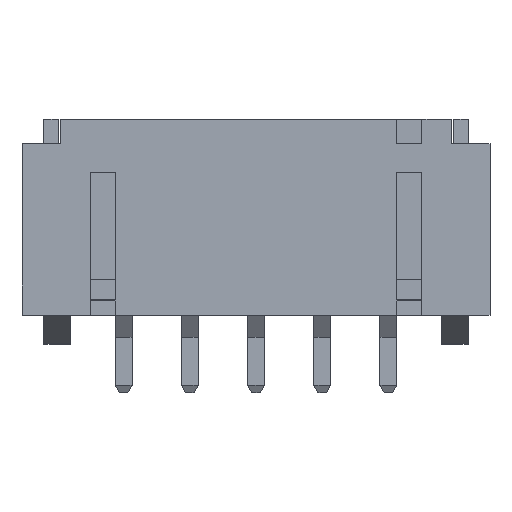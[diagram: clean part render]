
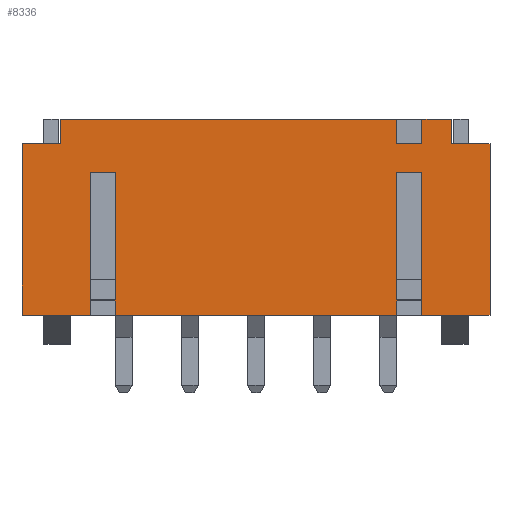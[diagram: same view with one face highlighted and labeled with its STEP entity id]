
A CAD part, top view. The second image highlights one B-rep face of the part: STEP entity #8336.
In plain terms, the highlighted planar face has unit normal (0, 0, 1).
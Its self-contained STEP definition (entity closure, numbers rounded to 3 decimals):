
#410=ORIENTED_EDGE('',*,*,#2151,.F.);
#411=ORIENTED_EDGE('',*,*,#2114,.F.);
#412=ORIENTED_EDGE('',*,*,#2152,.F.);
#413=ORIENTED_EDGE('',*,*,#2153,.T.);
#414=ORIENTED_EDGE('',*,*,#2154,.T.);
#415=ORIENTED_EDGE('',*,*,#2138,.T.);
#416=ORIENTED_EDGE('',*,*,#2155,.T.);
#417=ORIENTED_EDGE('',*,*,#2156,.T.);
#418=ORIENTED_EDGE('',*,*,#2157,.T.);
#419=ORIENTED_EDGE('',*,*,#2158,.T.);
#420=ORIENTED_EDGE('',*,*,#2159,.T.);
#421=ORIENTED_EDGE('',*,*,#2160,.T.);
#422=ORIENTED_EDGE('',*,*,#2161,.T.);
#423=ORIENTED_EDGE('',*,*,#2150,.T.);
#424=ORIENTED_EDGE('',*,*,#2162,.T.);
#425=ORIENTED_EDGE('',*,*,#2163,.F.);
#426=ORIENTED_EDGE('',*,*,#2164,.T.);
#427=ORIENTED_EDGE('',*,*,#2110,.F.);
#428=ORIENTED_EDGE('',*,*,#2165,.F.);
#429=ORIENTED_EDGE('',*,*,#2166,.F.);
#2110=EDGE_CURVE('',#2980,#2981,#3550,.T.);
#2114=EDGE_CURVE('',#2984,#2985,#3554,.T.);
#2138=EDGE_CURVE('',#3008,#3007,#3578,.T.);
#2150=EDGE_CURVE('',#3001,#3019,#3590,.T.);
#2151=EDGE_CURVE('',#2985,#3020,#3591,.T.);
#2152=EDGE_CURVE('',#3021,#2984,#3592,.T.);
#2153=EDGE_CURVE('',#3021,#3022,#3593,.T.);
#2154=EDGE_CURVE('',#3022,#3008,#3594,.T.);
#2155=EDGE_CURVE('',#3007,#3023,#3595,.T.);
#2156=EDGE_CURVE('',#3023,#3024,#3596,.T.);
#2157=EDGE_CURVE('',#3024,#3025,#3597,.T.);
#2158=EDGE_CURVE('',#3025,#3026,#3598,.T.);
#2159=EDGE_CURVE('',#3026,#3027,#3599,.T.);
#2160=EDGE_CURVE('',#3027,#3028,#3600,.T.);
#2161=EDGE_CURVE('',#3028,#3001,#3601,.T.);
#2162=EDGE_CURVE('',#3019,#3029,#3602,.T.);
#2163=EDGE_CURVE('',#3030,#3029,#3603,.T.);
#2164=EDGE_CURVE('',#3030,#2981,#3604,.T.);
#2165=EDGE_CURVE('',#3031,#2980,#3605,.T.);
#2166=EDGE_CURVE('',#3020,#3031,#3606,.T.);
#2980=VERTEX_POINT('',#10308);
#2981=VERTEX_POINT('',#10310);
#2984=VERTEX_POINT('',#10316);
#2985=VERTEX_POINT('',#10318);
#3001=VERTEX_POINT('',#10355);
#3007=VERTEX_POINT('',#10367);
#3008=VERTEX_POINT('',#10369);
#3019=VERTEX_POINT('',#10391);
#3020=VERTEX_POINT('',#10395);
#3021=VERTEX_POINT('',#10397);
#3022=VERTEX_POINT('',#10399);
#3023=VERTEX_POINT('',#10402);
#3024=VERTEX_POINT('',#10404);
#3025=VERTEX_POINT('',#10406);
#3026=VERTEX_POINT('',#10408);
#3027=VERTEX_POINT('',#10410);
#3028=VERTEX_POINT('',#10412);
#3029=VERTEX_POINT('',#10415);
#3030=VERTEX_POINT('',#10417);
#3031=VERTEX_POINT('',#10420);
#3550=LINE('',#10309,#4156);
#3554=LINE('',#10317,#4160);
#3578=LINE('',#10368,#4184);
#3590=LINE('',#10392,#4196);
#3591=LINE('',#10394,#4197);
#3592=LINE('',#10396,#4198);
#3593=LINE('',#10398,#4199);
#3594=LINE('',#10400,#4200);
#3595=LINE('',#10401,#4201);
#3596=LINE('',#10403,#4202);
#3597=LINE('',#10405,#4203);
#3598=LINE('',#10407,#4204);
#3599=LINE('',#10409,#4205);
#3600=LINE('',#10411,#4206);
#3601=LINE('',#10413,#4207);
#3602=LINE('',#10414,#4208);
#3603=LINE('',#10416,#4209);
#3604=LINE('',#10418,#4210);
#3605=LINE('',#10419,#4211);
#3606=LINE('',#10421,#4212);
#4156=VECTOR('',#9054,1000.);
#4160=VECTOR('',#9058,1000.);
#4184=VECTOR('',#9090,1000.);
#4196=VECTOR('',#9102,1000.);
#4197=VECTOR('',#9105,1000.);
#4198=VECTOR('',#9106,1000.);
#4199=VECTOR('',#9107,1000.);
#4200=VECTOR('',#9108,1000.);
#4201=VECTOR('',#9109,1000.);
#4202=VECTOR('',#9110,1000.);
#4203=VECTOR('',#9111,1000.);
#4204=VECTOR('',#9112,1000.);
#4205=VECTOR('',#9113,1000.);
#4206=VECTOR('',#9114,1000.);
#4207=VECTOR('',#9115,1000.);
#4208=VECTOR('',#9116,1000.);
#4209=VECTOR('',#9117,1000.);
#4210=VECTOR('',#9118,1000.);
#4211=VECTOR('',#9119,1000.);
#4212=VECTOR('',#9120,1000.);
#4752=EDGE_LOOP('',(#410,#411,#412,#413,#414,#415,#416,#417,#418,#419,#420,
#421,#422,#423,#424,#425,#426,#427,#428,#429));
#5136=FACE_BOUND('',#4752,.T.);
#5519=PLANE('',#8718);
#8336=ADVANCED_FACE('',(#5136),#5519,.T.);
#8718=AXIS2_PLACEMENT_3D('',#10393,#9103,#9104);
#9054=DIRECTION('',(1.,0.,0.));
#9058=DIRECTION('',(1.,0.,0.));
#9090=DIRECTION('',(1.,0.,0.));
#9102=DIRECTION('',(1.,0.,0.));
#9103=DIRECTION('',(0.,0.,1.));
#9104=DIRECTION('',(1.,0.,0.));
#9105=DIRECTION('',(0.,-1.,0.));
#9106=DIRECTION('',(0.,1.,0.));
#9107=DIRECTION('',(-1.,0.,0.));
#9108=DIRECTION('',(0.,-1.,0.));
#9109=DIRECTION('',(0.,1.,0.));
#9110=DIRECTION('',(1.,0.,0.));
#9111=DIRECTION('',(0.,-1.,0.));
#9112=DIRECTION('',(1.,0.,0.));
#9113=DIRECTION('',(0.,1.,0.));
#9114=DIRECTION('',(1.,0.,0.));
#9115=DIRECTION('',(0.,-1.,0.));
#9116=DIRECTION('',(0.,1.,0.));
#9117=DIRECTION('',(1.,0.,0.));
#9118=DIRECTION('',(0.,1.,0.));
#9119=DIRECTION('',(0.,1.,0.));
#9120=DIRECTION('',(1.,0.,0.));
#10308=CARTESIAN_POINT('',(5.016,8.255,5.385));
#10309=CARTESIAN_POINT('',(-5.905,8.255,5.385));
#10310=CARTESIAN_POINT('',(5.905,8.255,5.385));
#10316=CARTESIAN_POINT('',(-5.905,8.255,5.385));
#10317=CARTESIAN_POINT('',(-5.905,8.255,5.385));
#10318=CARTESIAN_POINT('',(4.254,8.255,5.385));
#10355=CARTESIAN_POINT('',(5.016,2.337,5.385));
#10367=CARTESIAN_POINT('',(-5.016,2.337,5.385));
#10368=CARTESIAN_POINT('',(-5.905,2.337,5.385));
#10369=CARTESIAN_POINT('',(-7.073,2.337,5.385));
#10391=CARTESIAN_POINT('',(7.073,2.337,5.385));
#10392=CARTESIAN_POINT('',(-5.905,2.337,5.385));
#10393=CARTESIAN_POINT('',(-5.905,2.337,5.385));
#10394=CARTESIAN_POINT('',(4.254,8.255,5.385));
#10395=CARTESIAN_POINT('',(4.254,7.521,5.385));
#10396=CARTESIAN_POINT('',(-5.905,2.337,5.385));
#10397=CARTESIAN_POINT('',(-5.905,7.521,5.385));
#10398=CARTESIAN_POINT('',(-5.6,7.521,5.385));
#10399=CARTESIAN_POINT('',(-7.073,7.521,5.385));
#10400=CARTESIAN_POINT('',(-7.073,7.521,5.385));
#10401=CARTESIAN_POINT('',(-5.016,2.337,5.385));
#10402=CARTESIAN_POINT('',(-5.016,6.655,5.385));
#10403=CARTESIAN_POINT('',(-5.016,6.655,5.385));
#10404=CARTESIAN_POINT('',(-4.254,6.655,5.385));
#10405=CARTESIAN_POINT('',(-4.254,6.655,5.385));
#10406=CARTESIAN_POINT('',(-4.254,2.337,5.385));
#10407=CARTESIAN_POINT('',(-5.905,2.337,5.385));
#10408=CARTESIAN_POINT('',(4.254,2.337,5.385));
#10409=CARTESIAN_POINT('',(4.254,2.337,5.385));
#10410=CARTESIAN_POINT('',(4.254,6.655,5.385));
#10411=CARTESIAN_POINT('',(4.254,6.655,5.385));
#10412=CARTESIAN_POINT('',(5.016,6.655,5.385));
#10413=CARTESIAN_POINT('',(5.016,6.655,5.385));
#10414=CARTESIAN_POINT('',(7.073,2.337,5.385));
#10415=CARTESIAN_POINT('',(7.073,7.521,5.385));
#10416=CARTESIAN_POINT('',(5.6,7.521,5.385));
#10417=CARTESIAN_POINT('',(5.905,7.521,5.385));
#10418=CARTESIAN_POINT('',(5.905,2.337,5.385));
#10419=CARTESIAN_POINT('',(5.016,7.521,5.385));
#10420=CARTESIAN_POINT('',(5.016,7.521,5.385));
#10421=CARTESIAN_POINT('',(4.254,7.521,5.385));
